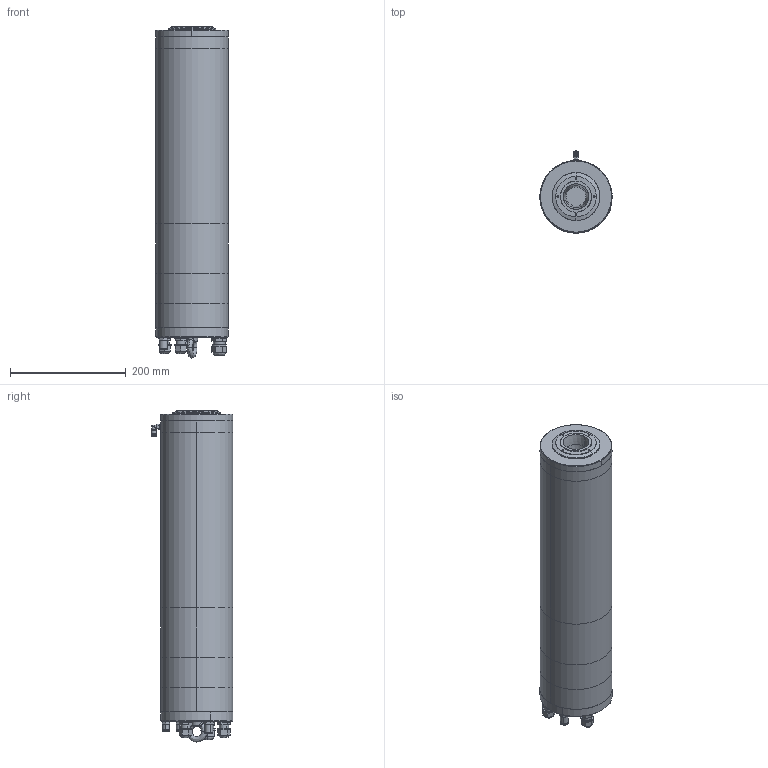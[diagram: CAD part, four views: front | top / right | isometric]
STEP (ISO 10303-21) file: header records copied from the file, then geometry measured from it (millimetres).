
FILE_DESCRIPTION (( 'STEP AP214' ), '1' );
FILE_NAME ('GDL125-40-12Z-7.5-6P.STEP', '2024-07-16T01:21:25', ( '00' ), ( '' ), 'SwSTEP 2.0', 'SolidWorks 2018', '' );
FILE_SCHEMA (( 'AUTOMOTIVE_DESIGN' ));
Length unit declared in the file: millimetre
Products named in the file (15): GB 825-88________M8__16(20__).STEP; PL4M5-S; 籵蚚M10阨郲_1; GDL125綴裔; GDL125-40-12Z-12-4P气缸3; GDL125-40-12Z-12-4P前螺母; gdl125-30-18z-7.5-4P气缸4; 萇埭羲壽M16; GDL125-40-12Z-12-4P气缸2; GDL125-40-12Z-12-4P儂褲; GDL125-40-12Z-12-4P气缸1; 陓瘍羲壽M12; GDL125-40-12Z-12-4P粣創釱; GDL125-40-12Z-7.5-6P; 籵蚚M10ァ郲_2
Assembly tree (17 placements, depth 3):
  GDL125-40-12Z-7.5-6P
    GDL125-40-12Z-12-4P儂褲
    GDL125-40-12Z-12-4P前螺母
    GDL125-40-12Z-12-4P粣創釱
    GDL125-40-12Z-12-4P气缸1
    GDL125-40-12Z-12-4P气缸2
    GDL125-40-12Z-12-4P气缸3
    GDL125綴裔
      gdl125-30-18z-7.5-4P气缸4
      萇埭羲壽M16
      籵蚚M10阨郲_1  x2
      陓瘍羲壽M12  x2
      籵蚚M10ァ郲_2  x2
    GB 825-88________M8__16(20__).STEP
    PL4M5-S
Bounding box: 125 x 141.85 x 574.6 mm (x, y, z)
Volume: 6384820.6 mm3; surface area: 412285.2 mm2
Topology: 15 solids, 50 shells, 465 faces, 1096 edges, 734 vertices
Faces by surface type: plane 198, cylinder 178, cone 58, bspline 29, torus 2
Entity records: 18863 total; most frequent: CARTESIAN_POINT 6896, DIRECTION 1933, ORIENTED_EDGE 1644, EDGE_CURVE 892, AXIS2_PLACEMENT_3D 779, VERTEX_POINT 610, EDGE_LOOP 448, CIRCLE 406
